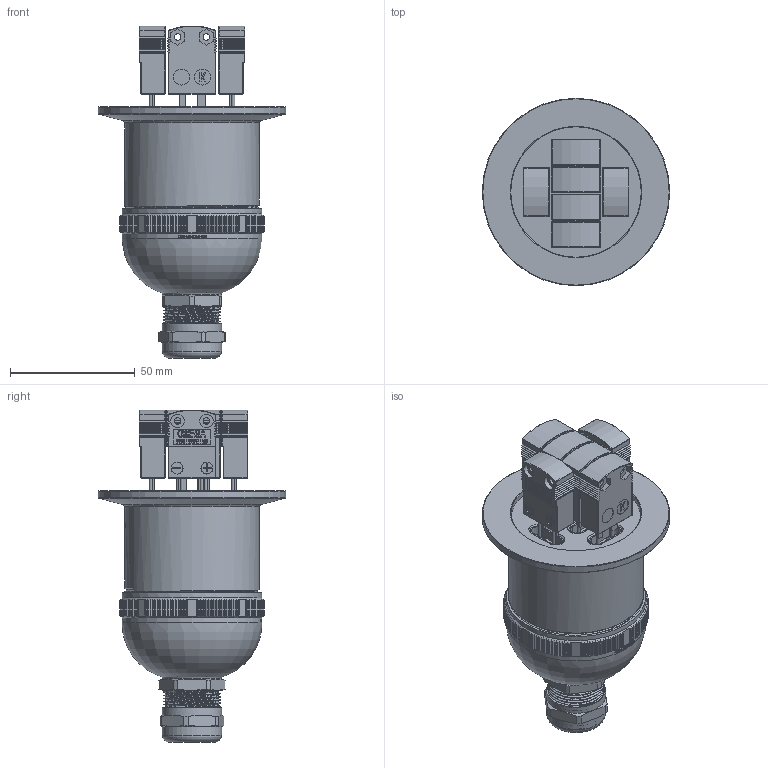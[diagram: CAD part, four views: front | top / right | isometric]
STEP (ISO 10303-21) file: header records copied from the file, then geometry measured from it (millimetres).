
FILE_DESCRIPTION (( 'STEP AP214' ), '1' );
FILE_NAME ('外发模型-Z-TC-KF50-1208K（带陶瓷插头+护线筒）.STEP', '2024-08-16T08:54:44', ( '' ), ( '' ), 'SwSTEP 2.0', 'SolidWorks 2020', '' );
FILE_SCHEMA (( 'AUTOMOTIVE_DESIGN' ));
Length unit declared in the file: millimetre
Products named in the file (14): 俋楷耀倰-TC-16464L35; NDL-L207-08K-; 誘盄芠蹟簽-LT14-PG16; 囀郋彶踡蛈 10-14; NDL-L207-08K+; SHX-K-F; 外发模型-TC-16464L35（TC插头）; 誘盄芠-CPC-M54D14-L50; 誘盄芠俋褲-CPC-M54D14-L50; FL-TC-KF50-1208K-2; 誘盄芠囀郋-FTL14-M20NX; 囀郋躇猾杶 10-14; 錨璃8^俋楷耀倰-TC-16464L35; 外发模型-Z-TC-KF50-1208K（带陶瓷插头+护线筒）
Assembly tree (21 placements, depth 4):
  外发模型-Z-TC-KF50-1208K（带陶瓷插头+护线筒）
    FL-TC-KF50-1208K-2
    外发模型-TC-16464L35（TC插头）  x6
      俋楷耀倰-TC-16464L35
        錨璃8^俋楷耀倰-TC-16464L35
      NDL-L207-08K-
      NDL-L207-08K+
      SHX-K-F
    誘盄芠-CPC-M54D14-L50
      誘盄芠俋褲-CPC-M54D14-L50
      誘盄芠囀郋-FTL14-M20NX
        誘盄芠蹟簽-LT14-PG16
        囀郋躇猾杶 10-14
        囀郋彶踡蛈 10-14
Bounding box: 75 x 75 x 132.91 mm (x, y, z)
Volume: 111590.8 mm3; surface area: 89587.3 mm2
Topology: 47 solids, 47 shells, 5746 faces, 15526 edges, 10309 vertices
Faces by surface type: plane 4147, cylinder 968, bspline 444, sphere 120, cone 34, torus 33
Full cylindrical faces by diameter (mm): 1.27 x24, 1.3 x12, 2.6 x24, 4.6 x24, 4.8 x24, 5.4 x24, 5.5 x24, 6.4 x24, 14.2 x2, 14.5 x1, 17.4 x2, 19.2 x1, 19.3 x1, 19.7 x1, 20 x1, 23.7 x3, 50 x1, 52.2 x1, 52.5 x1, 54 x3, 54.5 x1, 56 x2, 75 x1
Entity records: 51387 total; most frequent: CARTESIAN_POINT 20816, ORIENTED_EDGE 6896, DIRECTION 5291, EDGE_CURVE 3448, VERTEX_POINT 2464, AXIS2_PLACEMENT_3D 1802, LINE 1687, VECTOR 1687
